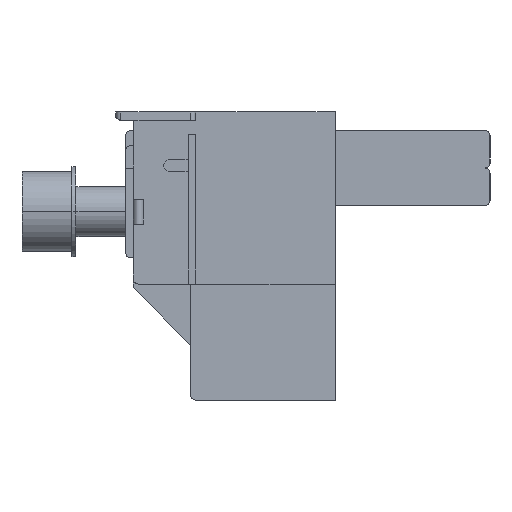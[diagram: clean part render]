
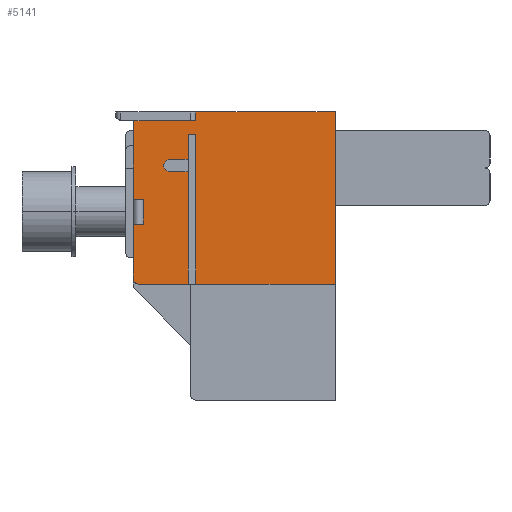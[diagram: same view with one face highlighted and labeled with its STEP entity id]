
A CAD part, left-side view. The second image highlights one B-rep face of the part: STEP entity #5141.
In plain terms, the highlighted planar face has unit normal (-1, 0, 0).
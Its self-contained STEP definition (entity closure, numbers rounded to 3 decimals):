
#3776=DIRECTION('',(0.,0.,1.));
#3777=VECTOR('',#3776,0.5);
#3778=CARTESIAN_POINT('',(-95.25,6.5,261.5));
#3779=LINE('',#3778,#3777);
#3780=DIRECTION('',(0.,1.,0.));
#3781=VECTOR('',#3780,10.);
#3782=CARTESIAN_POINT('',(-95.25,1.5,238.));
#3783=LINE('',#3782,#3781);
#3784=CARTESIAN_POINT('',(-95.25,11.5,239.));
#3785=DIRECTION('',(1.,0.,0.));
#3786=DIRECTION('',(0.,0.,-1.));
#3787=AXIS2_PLACEMENT_3D('',#3784,#3785,#3786);
#3789=DIRECTION('',(0.,0.,1.));
#3790=VECTOR('',#3789,11.);
#3791=CARTESIAN_POINT('',(-95.25,12.5,239.));
#3792=LINE('',#3791,#3790);
#3793=DIRECTION('',(0.,0.,1.));
#3794=VECTOR('',#3793,15.75);
#3795=CARTESIAN_POINT('',(-95.25,12.5,255.));
#3796=LINE('',#3795,#3794);
#3797=DIRECTION('',(0.,1.,0.));
#3798=VECTOR('',#3797,28.);
#3799=CARTESIAN_POINT('',(-95.25,-28.,238.));
#3800=LINE('',#3799,#3798);
#3801=DIRECTION('',(0.,0.707,-0.707));
#3802=VECTOR('',#3801,1.414);
#3803=CARTESIAN_POINT('',(-95.25,5.5,263.));
#3804=LINE('',#3803,#3802);
#3805=DIRECTION('',(0.,-0.707,-0.707));
#3806=VECTOR('',#3805,1.414);
#3807=CARTESIAN_POINT('',(-95.25,6.5,261.5));
#3808=LINE('',#3807,#3806);
#3954=DIRECTION('',(0.,0.,1.));
#3955=VECTOR('',#3954,34.5);
#3956=CARTESIAN_POINT('',(-95.25,-28.,238.));
#3957=LINE('',#3956,#3955);
#4010=DIRECTION('',(0.,1.,0.));
#4011=VECTOR('',#4010,10.);
#4012=CARTESIAN_POINT('',(-95.25,-28.,272.5));
#4013=LINE('',#4012,#4011);
#4014=DIRECTION('',(0.,1.,0.));
#4015=VECTOR('',#4014,18.);
#4016=CARTESIAN_POINT('',(-95.25,-18.,272.5));
#4017=LINE('',#4016,#4015);
#4022=DIRECTION('',(0.,0.,-1.));
#4023=VECTOR('',#4022,1.75);
#4024=CARTESIAN_POINT('',(-95.25,0.,272.5));
#4025=LINE('',#4024,#4023);
#4031=DIRECTION('',(0.,1.,0.));
#4032=VECTOR('',#4031,12.5);
#4033=CARTESIAN_POINT('',(-95.25,0.,270.75));
#4034=LINE('',#4033,#4032);
#4572=DIRECTION('',(0.,-1.,0.));
#4573=VECTOR('',#4572,2.);
#4574=CARTESIAN_POINT('',(-95.25,12.5,255.));
#4575=LINE('',#4574,#4573);
#4588=DIRECTION('',(0.,0.,-1.));
#4589=VECTOR('',#4588,5.);
#4590=CARTESIAN_POINT('',(-95.25,10.5,255.));
#4591=LINE('',#4590,#4589);
#4597=DIRECTION('',(0.,1.,0.));
#4598=VECTOR('',#4597,2.);
#4599=CARTESIAN_POINT('',(-95.25,10.5,250.));
#4600=LINE('',#4599,#4598);
#4629=DIRECTION('',(0.,0.,1.));
#4630=VECTOR('',#4629,22.5);
#4631=CARTESIAN_POINT('',(-95.25,1.5,238.));
#4632=LINE('',#4631,#4630);
#4633=DIRECTION('',(0.,0.,1.));
#4634=VECTOR('',#4633,5.);
#4635=CARTESIAN_POINT('',(-95.25,1.5,263.));
#4636=LINE('',#4635,#4634);
#4637=DIRECTION('',(0.,-1.,0.));
#4638=VECTOR('',#4637,1.5);
#4639=CARTESIAN_POINT('',(-95.25,1.5,268.));
#4640=LINE('',#4639,#4638);
#4653=DIRECTION('',(0.,0.,-1.));
#4654=VECTOR('',#4653,30.);
#4655=CARTESIAN_POINT('',(-95.25,0.,268.));
#4656=LINE('',#4655,#4654);
#4677=DIRECTION('',(0.,1.,0.));
#4678=VECTOR('',#4677,4.);
#4679=CARTESIAN_POINT('',(-95.25,1.5,260.5));
#4680=LINE('',#4679,#4678);
#4685=DIRECTION('',(0.,-1.,0.));
#4686=VECTOR('',#4685,4.);
#4687=CARTESIAN_POINT('',(-95.25,5.5,263.));
#4688=LINE('',#4687,#4686);
#4735=CARTESIAN_POINT('',(-95.25,12.5,270.75));
#4737=VERTEX_POINT('',#4735);
#4739=CARTESIAN_POINT('',(-95.25,12.5,255.));
#4740=VERTEX_POINT('',#4739);
#4743=CARTESIAN_POINT('',(-95.25,12.5,239.));
#4744=CARTESIAN_POINT('',(-95.25,12.5,250.));
#4745=VERTEX_POINT('',#4743);
#4746=VERTEX_POINT('',#4744);
#4823=CARTESIAN_POINT('',(-95.25,1.5,238.));
#4824=CARTESIAN_POINT('',(-95.25,11.5,238.));
#4825=VERTEX_POINT('',#4823);
#4826=VERTEX_POINT('',#4824);
#4831=CARTESIAN_POINT('',(-95.25,0.,238.));
#4832=VERTEX_POINT('',#4831);
#4833=CARTESIAN_POINT('',(-95.25,-28.,238.));
#4834=VERTEX_POINT('',#4833);
#4835=CARTESIAN_POINT('',(-95.25,10.5,255.));
#4836=VERTEX_POINT('',#4835);
#4837=CARTESIAN_POINT('',(-95.25,-18.,272.5));
#4838=CARTESIAN_POINT('',(-95.25,0.,272.5));
#4839=VERTEX_POINT('',#4837);
#4840=VERTEX_POINT('',#4838);
#4841=CARTESIAN_POINT('',(-95.25,-28.,272.5));
#4842=VERTEX_POINT('',#4841);
#4843=CARTESIAN_POINT('',(-95.25,1.5,263.));
#4844=CARTESIAN_POINT('',(-95.25,1.5,268.));
#4845=VERTEX_POINT('',#4843);
#4846=VERTEX_POINT('',#4844);
#4847=CARTESIAN_POINT('',(-95.25,5.5,263.));
#4848=VERTEX_POINT('',#4847);
#4849=CARTESIAN_POINT('',(-95.25,6.5,262.));
#4850=VERTEX_POINT('',#4849);
#4851=CARTESIAN_POINT('',(-95.25,6.5,261.5));
#4852=VERTEX_POINT('',#4851);
#4853=CARTESIAN_POINT('',(-95.25,5.5,260.5));
#4854=VERTEX_POINT('',#4853);
#4855=CARTESIAN_POINT('',(-95.25,1.5,260.5));
#4856=VERTEX_POINT('',#4855);
#4861=CARTESIAN_POINT('',(-95.25,10.5,250.));
#4862=VERTEX_POINT('',#4861);
#4869=CARTESIAN_POINT('',(-95.25,0.,270.75));
#4870=VERTEX_POINT('',#4869);
#4974=CARTESIAN_POINT('',(-95.25,0.,268.));
#4975=VERTEX_POINT('',#4974);
#5092=CARTESIAN_POINT('',(-95.25,-7.75,255.25));
#5093=DIRECTION('',(1.,0.,0.));
#5094=DIRECTION('',(0.,0.,-1.));
#5095=AXIS2_PLACEMENT_3D('',#5092,#5093,#5094);
#5096=PLANE('',#5095);
#5098=ORIENTED_EDGE('',*,*,#5097,.T.);
#5100=ORIENTED_EDGE('',*,*,#5099,.T.);
#5102=ORIENTED_EDGE('',*,*,#5101,.T.);
#5104=ORIENTED_EDGE('',*,*,#5103,.F.);
#5106=ORIENTED_EDGE('',*,*,#5105,.F.);
#5108=ORIENTED_EDGE('',*,*,#5107,.F.);
#5110=ORIENTED_EDGE('',*,*,#5109,.T.);
#5112=ORIENTED_EDGE('',*,*,#5111,.F.);
#5114=ORIENTED_EDGE('',*,*,#5113,.F.);
#5116=ORIENTED_EDGE('',*,*,#5115,.F.);
#5118=ORIENTED_EDGE('',*,*,#5117,.F.);
#5120=ORIENTED_EDGE('',*,*,#5119,.F.);
#5122=ORIENTED_EDGE('',*,*,#5121,.T.);
#5124=ORIENTED_EDGE('',*,*,#5123,.F.);
#5126=ORIENTED_EDGE('',*,*,#5125,.F.);
#5128=ORIENTED_EDGE('',*,*,#5127,.F.);
#5130=ORIENTED_EDGE('',*,*,#5129,.F.);
#5132=ORIENTED_EDGE('',*,*,#5131,.T.);
#5133=ORIENTED_EDGE('',*,*,#5078,.F.);
#5134=ORIENTED_EDGE('',*,*,#5031,.T.);
#5136=ORIENTED_EDGE('',*,*,#5135,.F.);
#5138=ORIENTED_EDGE('',*,*,#5137,.F.);
#5139=EDGE_LOOP('',(#5098,#5100,#5102,#5104,#5106,#5108,#5110,#5112,#5114,#5116,
#5118,#5120,#5122,#5124,#5126,#5128,#5130,#5132,#5133,#5134,#5136,#5138));
#5140=FACE_OUTER_BOUND('',#5139,.F.);
#3788=CIRCLE('',#3787,1.);
#5031=EDGE_CURVE('',#4852,#4854,#3808,.T.);
#5078=EDGE_CURVE('',#4852,#4850,#3779,.T.);
#5097=EDGE_CURVE('',#4825,#4826,#3783,.T.);
#5099=EDGE_CURVE('',#4826,#4745,#3788,.T.);
#5101=EDGE_CURVE('',#4745,#4746,#3792,.T.);
#5103=EDGE_CURVE('',#4862,#4746,#4600,.T.);
#5105=EDGE_CURVE('',#4836,#4862,#4591,.T.);
#5107=EDGE_CURVE('',#4740,#4836,#4575,.T.);
#5109=EDGE_CURVE('',#4740,#4737,#3796,.T.);
#5111=EDGE_CURVE('',#4870,#4737,#4034,.T.);
#5113=EDGE_CURVE('',#4840,#4870,#4025,.T.);
#5115=EDGE_CURVE('',#4839,#4840,#4017,.T.);
#5117=EDGE_CURVE('',#4842,#4839,#4013,.T.);
#5119=EDGE_CURVE('',#4834,#4842,#3957,.T.);
#5121=EDGE_CURVE('',#4834,#4832,#3800,.T.);
#5123=EDGE_CURVE('',#4975,#4832,#4656,.T.);
#5125=EDGE_CURVE('',#4846,#4975,#4640,.T.);
#5127=EDGE_CURVE('',#4845,#4846,#4636,.T.);
#5129=EDGE_CURVE('',#4848,#4845,#4688,.T.);
#5131=EDGE_CURVE('',#4848,#4850,#3804,.T.);
#5135=EDGE_CURVE('',#4856,#4854,#4680,.T.);
#5137=EDGE_CURVE('',#4825,#4856,#4632,.T.);
#5141=ADVANCED_FACE('',(#5140),#5096,.F.);
